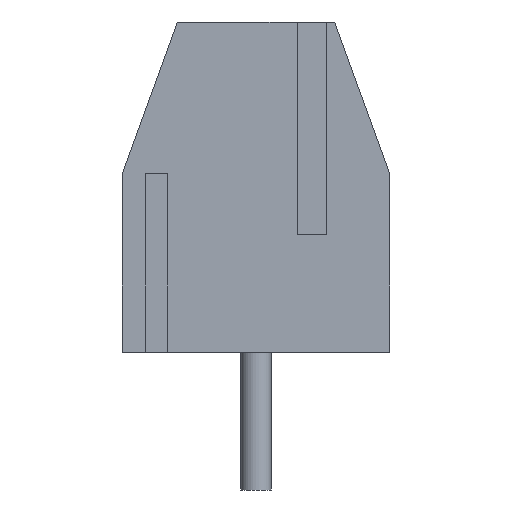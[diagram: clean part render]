
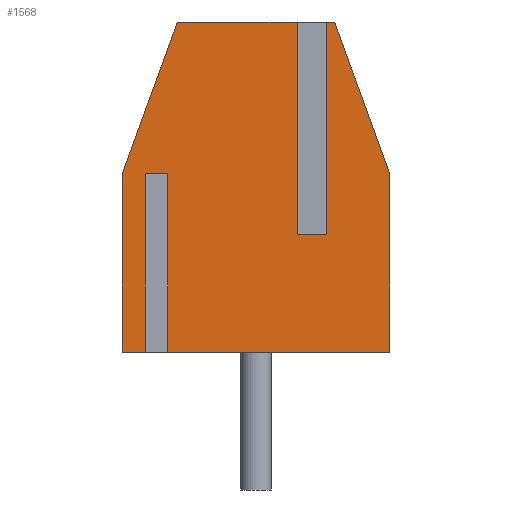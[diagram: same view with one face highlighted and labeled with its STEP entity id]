
A CAD part, left-side view. The second image highlights one B-rep face of the part: STEP entity #1568.
In plain terms, the highlighted planar face has unit normal (-1, 0, 0).
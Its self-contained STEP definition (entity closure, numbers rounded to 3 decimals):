
#1512=AXIS2_PLACEMENT_3D('Plane Axis2P3D',#1509,#1510,#1511) ;
#200=CARTESIAN_POINT('Vertex',(0.45,6.8,3.5)) ;
#247=CARTESIAN_POINT('Vertex',(0.45,0.,3.5)) ;
#250=CARTESIAN_POINT('Line Origine',(0.45,2.825,3.5)) ;
#254=CARTESIAN_POINT('Vertex',(0.45,5.65,3.5)) ;
#303=CARTESIAN_POINT('Vertex',(0.45,6.2,3.5)) ;
#306=CARTESIAN_POINT('Line Origine',(0.45,6.5,3.5)) ;
#433=CARTESIAN_POINT('Line Origine',(0.45,6.8,5.775)) ;
#437=CARTESIAN_POINT('Vertex',(0.45,6.8,8.05)) ;
#458=CARTESIAN_POINT('Line Origine',(0.45,6.1,9.975)) ;
#462=CARTESIAN_POINT('Vertex',(0.45,5.4,11.9)) ;
#483=CARTESIAN_POINT('Line Origine',(0.45,3.825,11.9)) ;
#487=CARTESIAN_POINT('Vertex',(0.45,2.25,11.9)) ;
#536=CARTESIAN_POINT('Vertex',(0.45,1.7,11.9)) ;
#539=CARTESIAN_POINT('Line Origine',(0.45,1.55,11.9)) ;
#543=CARTESIAN_POINT('Vertex',(0.45,1.4,11.9)) ;
#781=CARTESIAN_POINT('Line Origine',(0.45,0.7,9.975)) ;
#785=CARTESIAN_POINT('Vertex',(0.45,0.,8.05)) ;
#806=CARTESIAN_POINT('Line Origine',(0.45,0.,5.775)) ;
#1509=CARTESIAN_POINT('Axis2P3D Location',(0.45,0.,0.)) ;
#1514=CARTESIAN_POINT('Line Origine',(0.45,1.7,9.2)) ;
#1518=CARTESIAN_POINT('Vertex',(0.45,1.7,6.5)) ;
#1521=CARTESIAN_POINT('Line Origine',(0.45,1.975,6.5)) ;
#1525=CARTESIAN_POINT('Vertex',(0.45,2.25,6.5)) ;
#1528=CARTESIAN_POINT('Line Origine',(0.45,2.25,9.2)) ;
#1533=CARTESIAN_POINT('Line Origine',(0.45,6.2,5.775)) ;
#1537=CARTESIAN_POINT('Vertex',(0.45,6.2,8.05)) ;
#1540=CARTESIAN_POINT('Line Origine',(0.45,5.925,8.05)) ;
#1544=CARTESIAN_POINT('Vertex',(0.45,5.65,8.05)) ;
#1547=CARTESIAN_POINT('Line Origine',(0.45,5.65,5.775)) ;
#251=DIRECTION('Vector Direction',(0.,1.,0.)) ;
#307=DIRECTION('Vector Direction',(0.,1.,0.)) ;
#434=DIRECTION('Vector Direction',(0.,0.,1.)) ;
#459=DIRECTION('Vector Direction',(0.,-0.342,0.94)) ;
#484=DIRECTION('Vector Direction',(0.,-1.,0.)) ;
#540=DIRECTION('Vector Direction',(0.,-1.,0.)) ;
#782=DIRECTION('Vector Direction',(0.,-0.342,-0.94)) ;
#807=DIRECTION('Vector Direction',(0.,0.,-1.)) ;
#1510=DIRECTION('Axis2P3D Direction',(-1.,0.,0.)) ;
#1511=DIRECTION('Axis2P3D XDirection',(0.,0.,1.)) ;
#1515=DIRECTION('Vector Direction',(0.,0.,1.)) ;
#1522=DIRECTION('Vector Direction',(0.,1.,0.)) ;
#1529=DIRECTION('Vector Direction',(0.,0.,1.)) ;
#1534=DIRECTION('Vector Direction',(0.,0.,1.)) ;
#1541=DIRECTION('Vector Direction',(0.,1.,0.)) ;
#1548=DIRECTION('Vector Direction',(0.,0.,1.)) ;
#252=VECTOR('Line Direction',#251,1.) ;
#308=VECTOR('Line Direction',#307,1.) ;
#435=VECTOR('Line Direction',#434,1.) ;
#460=VECTOR('Line Direction',#459,1.) ;
#485=VECTOR('Line Direction',#484,1.) ;
#541=VECTOR('Line Direction',#540,1.) ;
#783=VECTOR('Line Direction',#782,1.) ;
#808=VECTOR('Line Direction',#807,1.) ;
#1516=VECTOR('Line Direction',#1515,1.) ;
#1523=VECTOR('Line Direction',#1522,1.) ;
#1530=VECTOR('Line Direction',#1529,1.) ;
#1535=VECTOR('Line Direction',#1534,1.) ;
#1542=VECTOR('Line Direction',#1541,1.) ;
#1549=VECTOR('Line Direction',#1548,1.) ;
#1553=ORIENTED_EDGE('',*,*,#256,.T.) ;
#1554=ORIENTED_EDGE('',*,*,#810,.T.) ;
#1555=ORIENTED_EDGE('',*,*,#787,.T.) ;
#1556=ORIENTED_EDGE('',*,*,#545,.T.) ;
#1557=ORIENTED_EDGE('',*,*,#1520,.F.) ;
#1558=ORIENTED_EDGE('',*,*,#1527,.T.) ;
#1559=ORIENTED_EDGE('',*,*,#1532,.T.) ;
#1560=ORIENTED_EDGE('',*,*,#489,.T.) ;
#1561=ORIENTED_EDGE('',*,*,#464,.T.) ;
#1562=ORIENTED_EDGE('',*,*,#439,.T.) ;
#1563=ORIENTED_EDGE('',*,*,#310,.T.) ;
#1564=ORIENTED_EDGE('',*,*,#1539,.T.) ;
#1565=ORIENTED_EDGE('',*,*,#1546,.T.) ;
#1566=ORIENTED_EDGE('',*,*,#1551,.F.) ;
#1568=ADVANCED_FACE('HOUSING',(#1567),#1513,.T.) ;
#256=EDGE_CURVE('',#255,#248,#253,.F.) ;
#310=EDGE_CURVE('',#201,#304,#309,.F.) ;
#439=EDGE_CURVE('',#438,#201,#436,.F.) ;
#464=EDGE_CURVE('',#463,#438,#461,.F.) ;
#489=EDGE_CURVE('',#488,#463,#486,.F.) ;
#545=EDGE_CURVE('',#544,#537,#542,.F.) ;
#787=EDGE_CURVE('',#786,#544,#784,.F.) ;
#810=EDGE_CURVE('',#248,#786,#809,.F.) ;
#1520=EDGE_CURVE('',#1519,#537,#1517,.T.) ;
#1527=EDGE_CURVE('',#1519,#1526,#1524,.T.) ;
#1532=EDGE_CURVE('',#1526,#488,#1531,.T.) ;
#1539=EDGE_CURVE('',#304,#1538,#1536,.T.) ;
#1546=EDGE_CURVE('',#1538,#1545,#1543,.F.) ;
#1551=EDGE_CURVE('',#255,#1545,#1550,.T.) ;
#1552=EDGE_LOOP('',(#1553,#1554,#1555,#1556,#1557,#1558,#1559,#1560,#1561,#1562,#1563,#1564,#1565,#1566)) ;
#1567=FACE_OUTER_BOUND('',#1552,.T.) ;
#253=LINE('Line',#250,#252) ;
#309=LINE('Line',#306,#308) ;
#436=LINE('Line',#433,#435) ;
#461=LINE('Line',#458,#460) ;
#486=LINE('Line',#483,#485) ;
#542=LINE('Line',#539,#541) ;
#784=LINE('Line',#781,#783) ;
#809=LINE('Line',#806,#808) ;
#1517=LINE('Line',#1514,#1516) ;
#1524=LINE('Line',#1521,#1523) ;
#1531=LINE('Line',#1528,#1530) ;
#1536=LINE('Line',#1533,#1535) ;
#1543=LINE('Line',#1540,#1542) ;
#1550=LINE('Line',#1547,#1549) ;
#1513=PLANE('',#1512) ;
#201=VERTEX_POINT('',#200) ;
#248=VERTEX_POINT('',#247) ;
#255=VERTEX_POINT('',#254) ;
#304=VERTEX_POINT('',#303) ;
#438=VERTEX_POINT('',#437) ;
#463=VERTEX_POINT('',#462) ;
#488=VERTEX_POINT('',#487) ;
#537=VERTEX_POINT('',#536) ;
#544=VERTEX_POINT('',#543) ;
#786=VERTEX_POINT('',#785) ;
#1519=VERTEX_POINT('',#1518) ;
#1526=VERTEX_POINT('',#1525) ;
#1538=VERTEX_POINT('',#1537) ;
#1545=VERTEX_POINT('',#1544) ;
